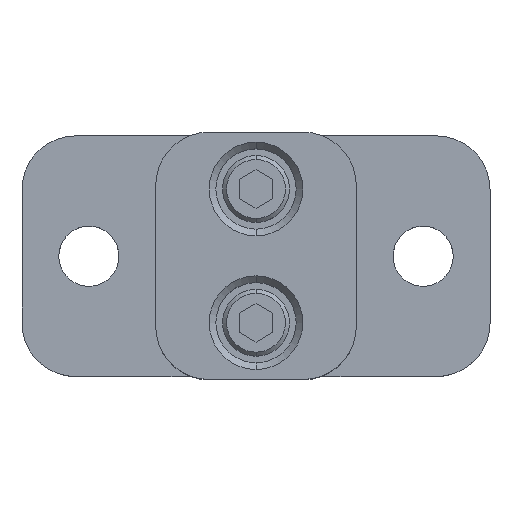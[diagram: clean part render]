
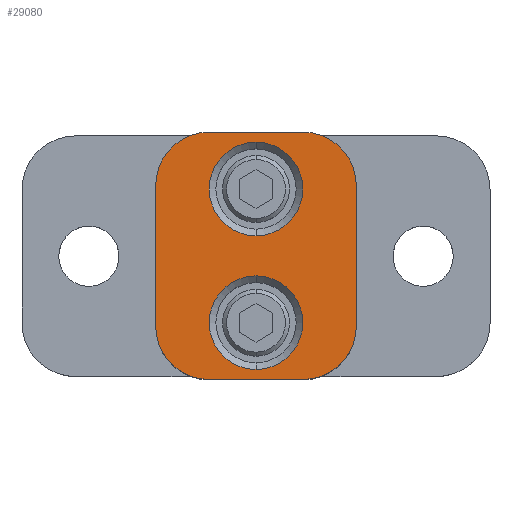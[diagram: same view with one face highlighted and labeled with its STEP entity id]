
A CAD part, top view. The second image highlights one B-rep face of the part: STEP entity #29080.
In plain terms, the highlighted face is planar.
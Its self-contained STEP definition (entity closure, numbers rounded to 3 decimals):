
#26240=CARTESIAN_POINT('',(0.5,27.,-15.));
#26250=VERTEX_POINT('',#26240);
#26280=CARTESIAN_POINT('',(0.5,27.,-15.));
#26290=DIRECTION('',(-1.,0.,0.));
#26300=VECTOR('',#26290,1.);
#26310=LINE('',#26280,#26300);
#26320=CARTESIAN_POINT('',(-20.5,27.,-15.));
#26330=VERTEX_POINT('',#26320);
#26340=EDGE_CURVE('',#26250,#26330,#26310,.T.);
#26560=CARTESIAN_POINT('',(8.5,27.,-7.));
#26570=VERTEX_POINT('',#26560);
#26600=CARTESIAN_POINT('',(0.5,27.,-7.));
#26610=DIRECTION('',(0.,1.,0.));
#26620=DIRECTION('',(1.,0.,0.));
#26630=AXIS2_PLACEMENT_3D('',#26600,#26610,#26620);
#26640=CIRCLE('',#26630,8.);
#26650=EDGE_CURVE('',#26570,#26250,#26640,.T.);
#26810=CARTESIAN_POINT('',(8.5,27.,7.));
#26820=VERTEX_POINT('',#26810);
#26850=CARTESIAN_POINT('',(8.5,27.,7.));
#26860=DIRECTION('',(0.,0.,-1.));
#26870=VECTOR('',#26860,1.);
#26880=LINE('',#26850,#26870);
#26890=EDGE_CURVE('',#26820,#26570,#26880,.T.);
#27540=CARTESIAN_POINT('',(0.5,27.,15.));
#27550=VERTEX_POINT('',#27540);
#27580=CARTESIAN_POINT('',(0.5,27.,7.));
#27590=DIRECTION('',(0.,1.,0.));
#27600=DIRECTION('',(0.,0.,1.));
#27610=AXIS2_PLACEMENT_3D('',#27580,#27590,#27600);
#27620=CIRCLE('',#27610,8.);
#27630=EDGE_CURVE('',#27550,#26820,#27620,.T.);
#27800=CARTESIAN_POINT('',(-20.5,27.,15.));
#27810=VERTEX_POINT('',#27800);
#27840=CARTESIAN_POINT('',(0.5,27.,15.));
#27850=DIRECTION('',(-1.,0.,0.));
#27860=VECTOR('',#27850,1.);
#27870=LINE('',#27840,#27860);
#27880=EDGE_CURVE('',#27550,#27810,#27870,.T.);
#28050=CARTESIAN_POINT('',(-28.5,27.,7.));
#28060=VERTEX_POINT('',#28050);
#28090=CARTESIAN_POINT('',(-20.5,27.,7.));
#28100=DIRECTION('',(0.,1.,0.));
#28110=DIRECTION('',(-1.,0.,0.));
#28120=AXIS2_PLACEMENT_3D('',#28090,#28100,#28110);
#28130=CIRCLE('',#28120,8.);
#28140=EDGE_CURVE('',#28060,#27810,#28130,.T.);
#28300=CARTESIAN_POINT('',(-28.5,27.,-7.));
#28310=VERTEX_POINT('',#28300);
#28340=CARTESIAN_POINT('',(-28.5,27.,7.));
#28350=DIRECTION('',(0.,0.,-1.));
#28360=VECTOR('',#28350,1.);
#28370=LINE('',#28340,#28360);
#28380=EDGE_CURVE('',#28060,#28310,#28370,.T.);
#28510=CARTESIAN_POINT('',(-20.5,27.,-7.));
#28520=DIRECTION('',(0.,1.,0.));
#28530=DIRECTION('',(0.,0.,-1.));
#28540=AXIS2_PLACEMENT_3D('',#28510,#28520,#28530);
#28550=CIRCLE('',#28540,8.);
#28560=EDGE_CURVE('',#26330,#28310,#28550,.T.);
#28630=CARTESIAN_POINT('',(-10.,27.,0.));
#28640=DIRECTION('',(0.,-1.,0.));
#28650=DIRECTION('',(1.,0.,0.));
#28660=AXIS2_PLACEMENT_3D('',#28630,#28640,#28650);
#28670=PLANE('',#28660);
#28680=ORIENTED_EDGE('',*,*,#26650,.T.);
#28690=ORIENTED_EDGE('',*,*,#26890,.T.);
#28700=ORIENTED_EDGE('',*,*,#27630,.T.);
#28710=ORIENTED_EDGE('',*,*,#27880,.F.);
#28720=ORIENTED_EDGE('',*,*,#28140,.T.);
#28730=ORIENTED_EDGE('',*,*,#28380,.F.);
#28740=ORIENTED_EDGE('',*,*,#28560,.T.);
#28750=ORIENTED_EDGE('',*,*,#26340,.T.);
#28760=EDGE_LOOP('',(#28750,#28740,#28730,#28720,#28710,#28700,#28690,
#28680));
#28770=FACE_OUTER_BOUND('',#28760,.T.);
#28780=CARTESIAN_POINT('',(-20.,27.,0.));
#28790=DIRECTION('',(0.,-1.,0.));
#28800=DIRECTION('',(1.,0.,0.));
#28810=AXIS2_PLACEMENT_3D('',#28780,#28790,#28800);
#28820=CIRCLE('',#28810,7.);
#28830=CARTESIAN_POINT('',(-13.,27.,0.));
#28840=VERTEX_POINT('',#28830);
#28850=CARTESIAN_POINT('',(-27.,27.,0.));
#28860=VERTEX_POINT('',#28850);
#28870=EDGE_CURVE('',#28840,#28860,#28820,.T.);
#28880=ORIENTED_EDGE('',*,*,#28870,.T.);
#28890=EDGE_CURVE('',#28860,#28840,#28820,.T.);
#28900=ORIENTED_EDGE('',*,*,#28890,.T.);
#28910=EDGE_LOOP('',(#28900,#28880));
#28920=FACE_BOUND('',#28910,.T.);
#28930=CARTESIAN_POINT('',(0.,27.,0.
));
#28940=DIRECTION('',(0.,-1.,0.));
#28950=DIRECTION('',(1.,0.,0.));
#28960=AXIS2_PLACEMENT_3D('',#28930,#28940,#28950);
#28970=CIRCLE('',#28960,7.);
#28980=CARTESIAN_POINT('',(7.,27.,0.));
#28990=VERTEX_POINT('',#28980);
#29000=CARTESIAN_POINT('',(-7.,27.,0.));
#29010=VERTEX_POINT('',#29000);
#29020=EDGE_CURVE('',#28990,#29010,#28970,.T.);
#29030=ORIENTED_EDGE('',*,*,#29020,.T.);
#29040=EDGE_CURVE('',#29010,#28990,#28970,.T.);
#29050=ORIENTED_EDGE('',*,*,#29040,.T.);
#29060=EDGE_LOOP('',(#29050,#29030));
#29070=FACE_BOUND('',#29060,.T.);
#29080=ADVANCED_FACE('',(#28770,#28920,#29070),#28670,.F.);
